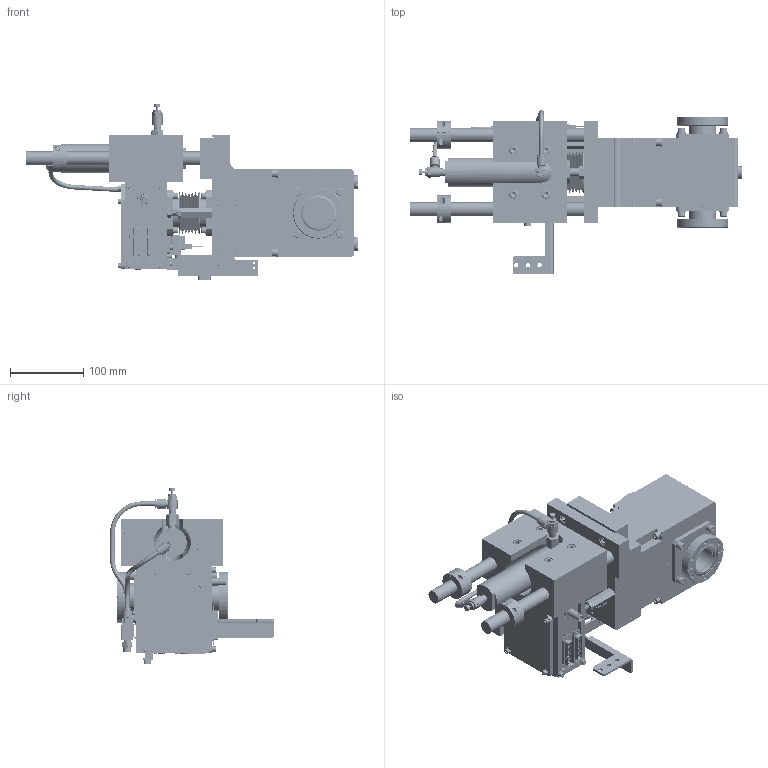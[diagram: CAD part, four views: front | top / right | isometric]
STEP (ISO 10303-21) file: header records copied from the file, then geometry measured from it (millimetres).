
FILE_DESCRIPTION (( 'STEP AP214' ), '1' );
FILE_NAME ('11204451-IN BEAM.STEP', '2012-04-25T12:53:10', ( 'Andrew' ), ( 'Microsoft' ), 'SwSTEP 2.0', 'SolidWorks 2011', '' );
FILE_SCHEMA (( 'AUTOMOTIVE_DESIGN' ));
Length unit declared in the file: millimetre
Products named in the file (1): 11204451-IN BEAM
Bounding box: 454.18 x 224.14 x 241.44 mm (x, y, z)
Volume: 2856514.2 mm3; surface area: 949466.7 mm2
Topology: 174 solids, 174 shells, 6826 faces, 16236 edges, 10233 vertices
Faces by surface type: plane 2946, cylinder 2314, cone 1268, bspline 209, torus 69, sphere 20
Entity records: 303646 total; most frequent: CARTESIAN_POINT 66864, DIRECTION 34091, ORIENTED_EDGE 32148, EDGE_CURVE 16074, AXIS2_PLACEMENT_3D 12451, VERTEX_POINT 10233, LINE 9189, VECTOR 9189
